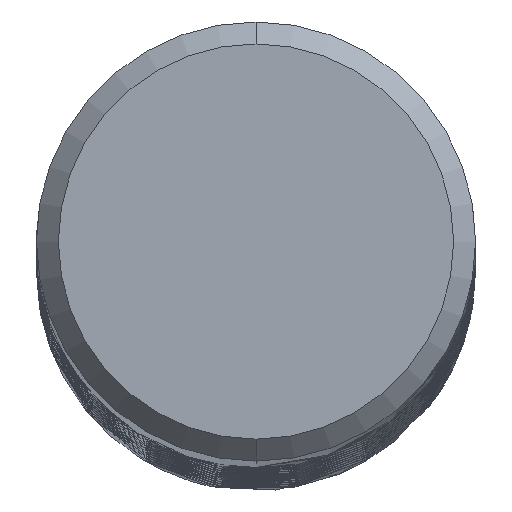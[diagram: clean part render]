
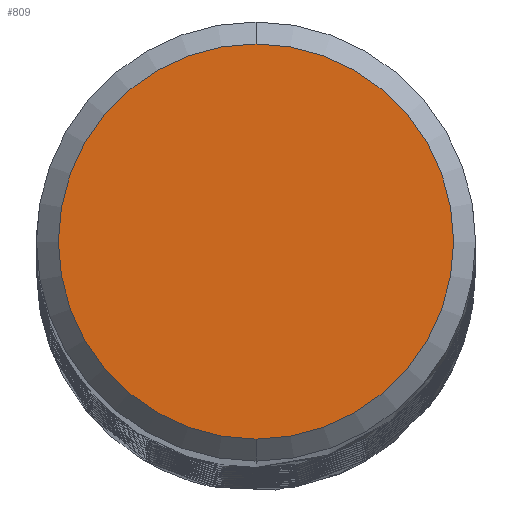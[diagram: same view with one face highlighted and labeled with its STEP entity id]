
A CAD part, top view. The second image highlights one B-rep face of the part: STEP entity #809.
In plain terms, the highlighted planar face has unit normal (0, 0, 1).
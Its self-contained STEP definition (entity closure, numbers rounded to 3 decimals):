
#773=EDGE_CURVE('',#795,#1127,#1586,.T.);
#795=VERTEX_POINT('',#1611);
#807=EDGE_CURVE('',#1127,#795,#1623,.T.);
#809=ADVANCED_FACE('',(#1625),#1626,.T.);
#1127=VERTEX_POINT('',#1970);
#1586=CIRCLE('',#26649,3.6);
#1611=CARTESIAN_POINT('',(0.,-3.6,0.0));
#1623=CIRCLE('',#27823,3.6);
#1625=FACE_OUTER_BOUND('',#27825,.T.);
#1626=PLANE('',#27826);
#1970=CARTESIAN_POINT('',(0.0,3.6,0.0));
#26649=AXIS2_PLACEMENT_3D('',#42086,#42087,#42088);
#27823=AXIS2_PLACEMENT_3D('',#42123,#42124,#42125);
#27825=EDGE_LOOP('',(#42127,#42128));
#27826=AXIS2_PLACEMENT_3D('',#42129,#42130,#42131);
#42086=CARTESIAN_POINT('',(0.0,0.0,0.0));
#42087=DIRECTION('',(0.0,0.0,-1.0));
#42088=DIRECTION('',(0.0,1.0,0.0));
#42123=CARTESIAN_POINT('',(0.0,0.0,0.0));
#42124=DIRECTION('',(0.0,0.0,-1.0));
#42125=DIRECTION('',(0.0,1.0,0.0));
#42127=ORIENTED_EDGE('',*,*,#807,.F.);
#42128=ORIENTED_EDGE('',*,*,#773,.F.);
#42129=CARTESIAN_POINT('',(0.0,1.8,0.0));
#42130=DIRECTION('',(-0.0,0.0,1.0));
#42131=DIRECTION('',(0.0,-1.0,0.0));
